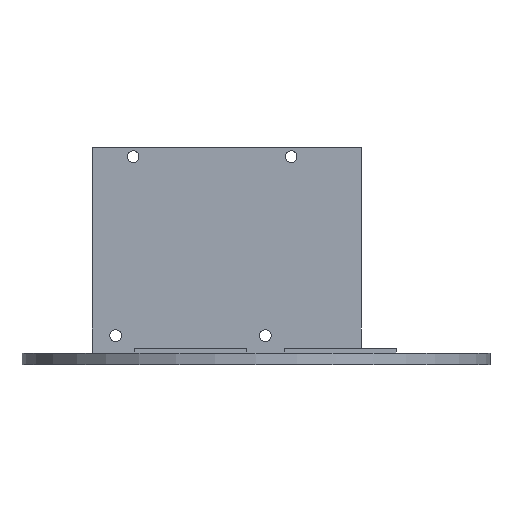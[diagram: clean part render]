
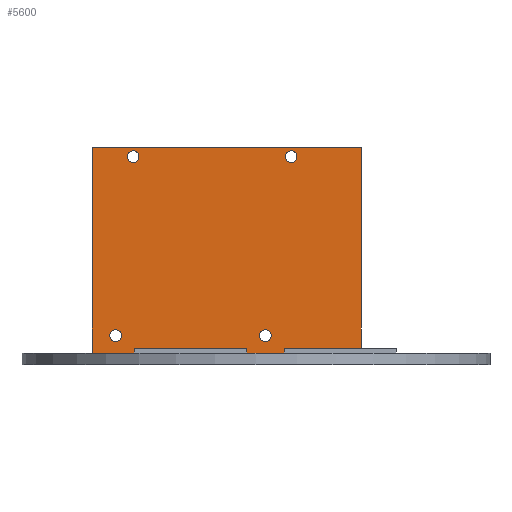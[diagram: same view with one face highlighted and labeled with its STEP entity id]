
A CAD part, left-side view. The second image highlights one B-rep face of the part: STEP entity #5600.
In plain terms, the highlighted planar face has unit normal (-1, 0, 0).
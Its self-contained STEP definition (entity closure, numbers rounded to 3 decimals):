
#55=CIRCLE('',#5753,2.5);
#57=CIRCLE('',#5756,2.5);
#59=CIRCLE('',#5759,2.5);
#61=CIRCLE('',#5762,2.5);
#122=FACE_BOUND('',#914,.T.);
#123=FACE_BOUND('',#915,.T.);
#124=FACE_BOUND('',#916,.T.);
#125=FACE_BOUND('',#917,.T.);
#294=PLANE('',#5810);
#575=FACE_OUTER_BOUND('',#913,.T.);
#913=EDGE_LOOP('',(#5117,#5118,#5119,#5120));
#914=EDGE_LOOP('',(#5121));
#915=EDGE_LOOP('',(#5122));
#916=EDGE_LOOP('',(#5123));
#917=EDGE_LOOP('',(#5124));
#1191=LINE('',#9754,#1726);
#1468=LINE('',#10354,#2003);
#1470=LINE('',#10357,#2005);
#1471=LINE('',#10358,#2006);
#1726=VECTOR('',#6210,10.);
#2003=VECTOR('',#6741,10.);
#2005=VECTOR('',#6745,10.);
#2006=VECTOR('',#6746,10.);
#2577=VERTEX_POINT('',#9752);
#2578=VERTEX_POINT('',#9753);
#2709=VERTEX_POINT('',#10132);
#2711=VERTEX_POINT('',#10138);
#2713=VERTEX_POINT('',#10144);
#2715=VERTEX_POINT('',#10150);
#2773=VERTEX_POINT('',#10351);
#2774=VERTEX_POINT('',#10353);
#3272=EDGE_CURVE('',#2577,#2578,#1191,.T.);
#3457=EDGE_CURVE('',#2709,#2709,#55,.T.);
#3460=EDGE_CURVE('',#2711,#2711,#57,.T.);
#3463=EDGE_CURVE('',#2713,#2713,#59,.T.);
#3466=EDGE_CURVE('',#2715,#2715,#61,.T.);
#3565=EDGE_CURVE('',#2773,#2774,#1468,.T.);
#3567=EDGE_CURVE('',#2577,#2774,#1470,.T.);
#3568=EDGE_CURVE('',#2578,#2773,#1471,.T.);
#5117=ORIENTED_EDGE('',*,*,#3272,.F.);
#5118=ORIENTED_EDGE('',*,*,#3567,.T.);
#5119=ORIENTED_EDGE('',*,*,#3565,.F.);
#5120=ORIENTED_EDGE('',*,*,#3568,.F.);
#5121=ORIENTED_EDGE('',*,*,#3457,.T.);
#5122=ORIENTED_EDGE('',*,*,#3460,.T.);
#5123=ORIENTED_EDGE('',*,*,#3463,.T.);
#5124=ORIENTED_EDGE('',*,*,#3466,.T.);
#5600=ADVANCED_FACE('',(#575,#122,#123,#124,#125),#294,.T.);
#5753=AXIS2_PLACEMENT_3D('',#10134,#6529,#6530);
#5756=AXIS2_PLACEMENT_3D('',#10140,#6536,#6537);
#5759=AXIS2_PLACEMENT_3D('',#10146,#6543,#6544);
#5762=AXIS2_PLACEMENT_3D('',#10152,#6550,#6551);
#5810=AXIS2_PLACEMENT_3D('',#10356,#6743,#6744);
#6210=DIRECTION('',(0.,1.,0.));
#6529=DIRECTION('center_axis',(1.,0.,0.));
#6530=DIRECTION('ref_axis',(0.,1.,0.));
#6536=DIRECTION('center_axis',(1.,0.,0.));
#6537=DIRECTION('ref_axis',(0.,1.,0.));
#6543=DIRECTION('center_axis',(1.,0.,0.));
#6544=DIRECTION('ref_axis',(0.,1.,0.));
#6550=DIRECTION('center_axis',(1.,0.,0.));
#6551=DIRECTION('ref_axis',(0.,1.,0.));
#6741=DIRECTION('',(0.,-1.,0.));
#6743=DIRECTION('center_axis',(-1.,0.,0.));
#6744=DIRECTION('ref_axis',(0.,-1.,0.));
#6745=DIRECTION('',(0.,0.,1.));
#6746=DIRECTION('',(0.,0.,1.));
#9752=CARTESIAN_POINT('',(14.622,-45.,5.));
#9753=CARTESIAN_POINT('',(14.622,70.,5.));
#9754=CARTESIAN_POINT('',(14.622,35.,5.));
#10132=CARTESIAN_POINT('',(14.622,50.,89.));
#10134=CARTESIAN_POINT('Origin',(14.622,52.5,89.));
#10138=CARTESIAN_POINT('',(14.622,-17.5,89.));
#10140=CARTESIAN_POINT('Origin',(14.622,-15.,89.));
#10144=CARTESIAN_POINT('',(14.622,57.5,12.5));
#10146=CARTESIAN_POINT('Origin',(14.622,60.,12.5));
#10150=CARTESIAN_POINT('',(14.622,-6.5,12.5));
#10152=CARTESIAN_POINT('Origin',(14.622,-4.,12.5));
#10351=CARTESIAN_POINT('',(14.622,70.,93.));
#10353=CARTESIAN_POINT('',(14.622,-45.,93.));
#10354=CARTESIAN_POINT('',(14.622,70.,93.));
#10356=CARTESIAN_POINT('Origin',(14.622,70.,5.));
#10357=CARTESIAN_POINT('',(14.622,-45.,5.));
#10358=CARTESIAN_POINT('',(14.622,70.,5.));
